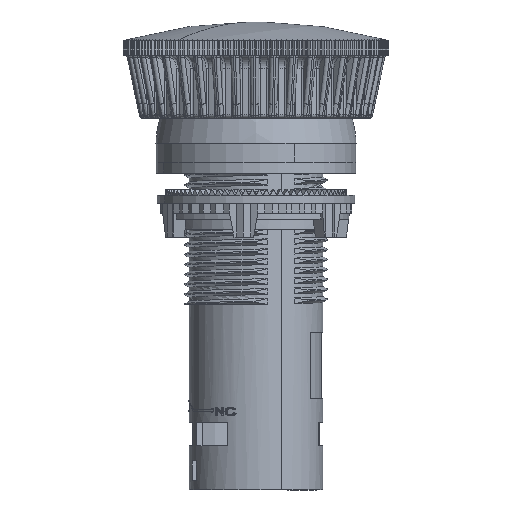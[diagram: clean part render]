
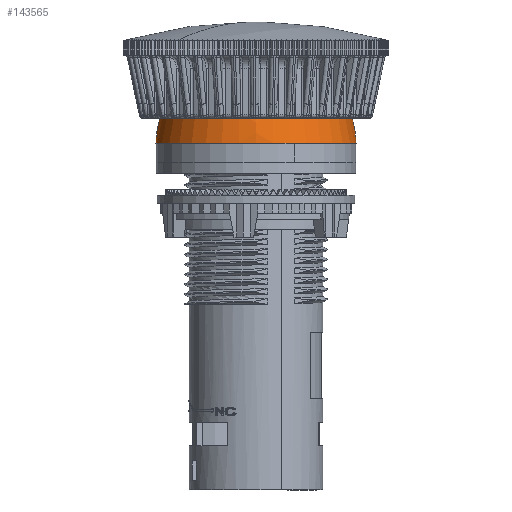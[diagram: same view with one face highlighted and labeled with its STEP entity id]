
A CAD part, front view. The second image highlights one B-rep face of the part: STEP entity #143565.
In plain terms, the highlighted free-form (B-spline) face has degree [3, 3] with [7, 4] control points.
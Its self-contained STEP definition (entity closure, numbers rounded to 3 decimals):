
#141205=CARTESIAN_POINT('',(0.,0.,0.));
#141206=DIRECTION('',(0.,0.,-1.));
#141207=DIRECTION('',(1.,0.,0.));
#141208=AXIS2_PLACEMENT_3D('',#141205,#141206,#141207);
#141499=CARTESIAN_POINT('',(-1.466,0.,-0.241));
#141500=DIRECTION('',(0.,-1.,0.));
#141501=DIRECTION('',(-0.934,0.,0.358));
#141502=AXIS2_PLACEMENT_3D('',#141499,#141500,#141501);
#141507=CARTESIAN_POINT('',(1.466,0.,-0.241));
#141508=DIRECTION('',(0.,1.,0.));
#141509=DIRECTION('',(0.934,0.,0.358));
#141510=AXIS2_PLACEMENT_3D('',#141507,#141508,#141509);
#141515=CARTESIAN_POINT('',(0.,0.,4.637));
#141516=DIRECTION('',(0.,0.,1.));
#141517=DIRECTION('',(-1.,0.,0.));
#141518=AXIS2_PLACEMENT_3D('',#141515,#141516,#141517);
#143257=CARTESIAN_POINT('',(14.199,0.,4.637));
#143259=VERTEX_POINT('',#143257);
#143263=CARTESIAN_POINT('',(-14.199,0.,4.637));
#143264=VERTEX_POINT('',#143263);
#143285=CARTESIAN_POINT('',(15.099,0.,0.));
#143286=VERTEX_POINT('',#143285);
#143287=CARTESIAN_POINT('',(-15.099,0.,0.));
#143288=VERTEX_POINT('',#143287);
#143529=CARTESIAN_POINT('',(14.137,0.889,
4.725));
#143530=CARTESIAN_POINT('',(14.738,0.927,
3.184));
#143531=CARTESIAN_POINT('',(15.053,0.947,
1.56));
#143532=CARTESIAN_POINT('',(15.07,0.948,
-0.095));
#143533=CARTESIAN_POINT('',(14.684,-7.81,
4.725));
#143534=CARTESIAN_POINT('',(15.309,-8.143,
3.184));
#143535=CARTESIAN_POINT('',(15.636,-8.316,
1.56));
#143536=CARTESIAN_POINT('',(15.654,-8.326,
-0.095));
#143537=CARTESIAN_POINT('',(8.717,-14.164,
4.725));
#143538=CARTESIAN_POINT('',(9.088,-14.767,
3.184));
#143539=CARTESIAN_POINT('',(9.282,-15.083,
1.56));
#143540=CARTESIAN_POINT('',(9.293,-15.1,
-0.095));
#143541=CARTESIAN_POINT('',(0.,-14.164,4.725));
#143542=CARTESIAN_POINT('',(0.,-14.767,3.184));
#143543=CARTESIAN_POINT('',(0.,-15.083,1.56));
#143544=CARTESIAN_POINT('',(0.,-15.1,-0.095));
#143545=CARTESIAN_POINT('',(-8.717,-14.164,
4.725));
#143546=CARTESIAN_POINT('',(-9.088,-14.767,
3.184));
#143547=CARTESIAN_POINT('',(-9.282,-15.083,
1.56));
#143548=CARTESIAN_POINT('',(-9.293,-15.1,
-0.095));
#143549=CARTESIAN_POINT('',(-14.684,-7.81,
4.725));
#143550=CARTESIAN_POINT('',(-15.309,-8.143,
3.184));
#143551=CARTESIAN_POINT('',(-15.636,-8.316,
1.56));
#143552=CARTESIAN_POINT('',(-15.654,-8.326,
-0.095));
#143553=CARTESIAN_POINT('',(-14.137,0.889,
4.725));
#143554=CARTESIAN_POINT('',(-14.738,0.927,
3.184));
#143555=CARTESIAN_POINT('',(-15.053,0.947,
1.56));
#143556=CARTESIAN_POINT('',(-15.07,0.948,
-0.095));
#143557=(BOUNDED_SURFACE()B_SPLINE_SURFACE(3,3,((#143529,#143530,#143531,
#143532),(#143533,#143534,#143535,#143536),(#143537,#143538,#143539,#143540),(
#143541,#143542,#143543,#143544),(#143545,#143546,#143547,#143548),(#143549,
#143550,#143551,#143552),(#143553,#143554,#143555,#143556)),.UNSPECIFIED.,.F.,
.F.,.F.)B_SPLINE_SURFACE_WITH_KNOTS((4,3,4),(4,4),(0.,1.,2.),(0.,1.),
.UNSPECIFIED.)GEOMETRIC_REPRESENTATION_ITEM()RATIONAL_B_SPLINE_SURFACE(((
1.197,1.184,1.184,1.197),(
0.945,0.935,0.935,0.945),(
0.945,0.935,0.935,0.945),(
1.197,1.184,1.184,1.197),(
0.945,0.935,0.935,0.945),(
0.945,0.935,0.935,0.945),(
1.197,1.184,1.184,1.197)))REPRESENTATION_ITEM('')SURFACE());
#143558=ORIENTED_EDGE('',*,*,#143372,.T.);
#143559=ORIENTED_EDGE('',*,*,#143517,.F.);
#143561=ORIENTED_EDGE('',*,*,#143560,.T.);
#143562=ORIENTED_EDGE('',*,*,#143513,.T.);
#143563=EDGE_LOOP('',(#143558,#143559,#143561,#143562));
#143564=FACE_OUTER_BOUND('',#143563,.F.);
#141209=CIRCLE('',#141208,15.099);
#141503=CIRCLE('',#141502,13.635);
#141511=CIRCLE('',#141510,13.635);
#141519=CIRCLE('',#141518,14.199);
#143372=EDGE_CURVE('',#143286,#143288,#141209,.T.);
#143513=EDGE_CURVE('',#143259,#143286,#141511,.T.);
#143517=EDGE_CURVE('',#143264,#143288,#141503,.T.);
#143560=EDGE_CURVE('',#143264,#143259,#141519,.T.);
#143565=ADVANCED_FACE('',(#143564),#143557,.T.);
